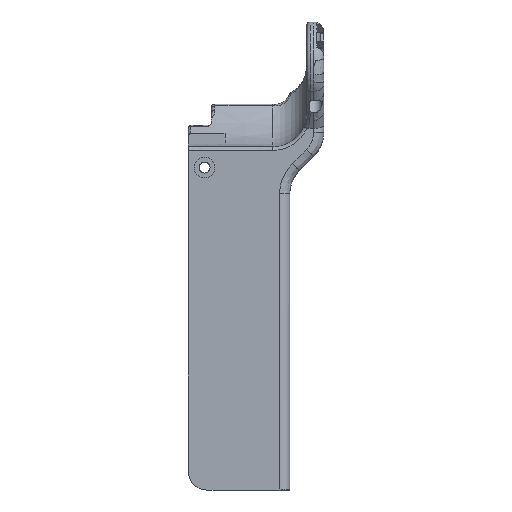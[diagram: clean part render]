
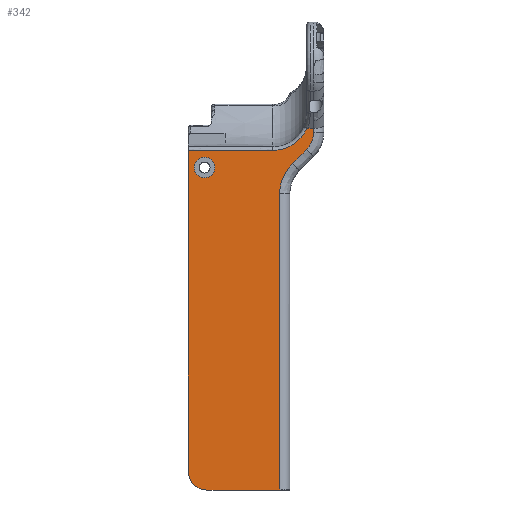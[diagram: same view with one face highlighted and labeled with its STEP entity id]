
A CAD part, left-side view. The second image highlights one B-rep face of the part: STEP entity #342.
In plain terms, the highlighted planar face has unit normal (-1, 0, 0).
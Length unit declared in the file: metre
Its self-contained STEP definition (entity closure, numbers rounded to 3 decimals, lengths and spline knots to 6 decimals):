
#342 = ADVANCED_FACE( '', ( #861, #862 ), #863, .T. );
#861 = FACE_OUTER_BOUND( '', #2001, .T. );
#862 = FACE_BOUND( '', #2002, .T. );
#863 = PLANE( '', #2003 );
#2001 = EDGE_LOOP( '', ( #4351, #4352, #4353, #4354, #4355, #4356, #4357, #4358, #4359, #4360, #4361, #4362, #4363 ) );
#2002 = EDGE_LOOP( '', ( #4364 ) );
#2003 = AXIS2_PLACEMENT_3D( '', #4365, #4366, #4367 );
#4351 = ORIENTED_EDGE( '', *, *, #6253, .F. );
#4352 = ORIENTED_EDGE( '', *, *, #6254, .T. );
#4353 = ORIENTED_EDGE( '', *, *, #6255, .F. );
#4354 = ORIENTED_EDGE( '', *, *, #6186, .F. );
#4355 = ORIENTED_EDGE( '', *, *, #6256, .F. );
#4356 = ORIENTED_EDGE( '', *, *, #6257, .F. );
#4357 = ORIENTED_EDGE( '', *, *, #6167, .F. );
#4358 = ORIENTED_EDGE( '', *, *, #6258, .T. );
#4359 = ORIENTED_EDGE( '', *, *, #6259, .F. );
#4360 = ORIENTED_EDGE( '', *, *, #6260, .F. );
#4361 = ORIENTED_EDGE( '', *, *, #6261, .F. );
#4362 = ORIENTED_EDGE( '', *, *, #6262, .F. );
#4363 = ORIENTED_EDGE( '', *, *, #6263, .T. );
#4364 = ORIENTED_EDGE( '', *, *, #6264, .T. );
#4365 = CARTESIAN_POINT( '', ( -0.05, 0.0568, 0.812769 ) );
#4366 = DIRECTION( '', ( -1., 0., 0. ) );
#4367 = DIRECTION( '', ( 0., 0., 1. ) );
#6167 = EDGE_CURVE( '', #7123, #7124, #7125, .T. );
#6186 = EDGE_CURVE( '', #7156, #7158, #7159, .T. );
#6253 = EDGE_CURVE( '', #7272, #7273, #7274, .T. );
#6254 = EDGE_CURVE( '', #7272, #7275, #7276, .T. );
#6255 = EDGE_CURVE( '', #7158, #7275, #7277, .T. );
#6256 = EDGE_CURVE( '', #7278, #7156, #7279, .T. );
#6257 = EDGE_CURVE( '', #7124, #7278, #7280, .T. );
#6258 = EDGE_CURVE( '', #7123, #7281, #7282, .T. );
#6259 = EDGE_CURVE( '', #7283, #7281, #7284, .T. );
#6260 = EDGE_CURVE( '', #7285, #7283, #7286, .T. );
#6261 = EDGE_CURVE( '', #7287, #7285, #7288, .T. );
#6262 = EDGE_CURVE( '', #7289, #7287, #7290, .T. );
#6263 = EDGE_CURVE( '', #7289, #7273, #7291, .T. );
#6264 = EDGE_CURVE( '', #7292, #7292, #7293, .T. );
#7123 = VERTEX_POINT( '', #8760 );
#7124 = VERTEX_POINT( '', #8761 );
#7125 = LINE( '', #8762, #8763 );
#7156 = VERTEX_POINT( '', #8834 );
#7158 = VERTEX_POINT( '', #8840 );
#7159 = B_SPLINE_CURVE_WITH_KNOTS( '', 3, ( #8841, #8842, #8843, #8844, #8845 ), .UNSPECIFIED., .F., .F., ( 4, 1, 4 ), ( -3.36641, -2.946424, -2.386442 ), .UNSPECIFIED. );
#7272 = VERTEX_POINT( '', #9078 );
#7273 = VERTEX_POINT( '', #9079 );
#7274 = CIRCLE( '', #9080, 0.0055 );
#7275 = VERTEX_POINT( '', #9081 );
#7276 = LINE( '', #9082, #9083 );
#7277 = LINE( '', #9084, #9085 );
#7278 = VERTEX_POINT( '', #9086 );
#7279 = CIRCLE( '', #9087, 16.561714 );
#7280 = B_SPLINE_CURVE_WITH_KNOTS( '', 3, ( #9088, #9089, #9090, #9091, #9092 ), .UNSPECIFIED., .F., .F., ( 4, 1, 4 ), ( -0.550102, -0.235758, 0. ), .UNSPECIFIED. );
#7281 = VERTEX_POINT( '', #9093 );
#7282 = LINE( '', #9094, #9095 );
#7283 = VERTEX_POINT( '', #9096 );
#7284 = B_SPLINE_CURVE_WITH_KNOTS( '', 3, ( #9097, #9098, #9099, #9100, #9101, #9102 ), .UNSPECIFIED., .F., .F., ( 4, 2, 4 ), ( 0.000115, 0.012105, 0.024314 ), .UNSPECIFIED. );
#7285 = VERTEX_POINT( '', #9103 );
#7286 = ELLIPSE( '', #9104, 0.009601, 0.008284 );
#7287 = VERTEX_POINT( '', #9105 );
#7288 = B_SPLINE_CURVE_WITH_KNOTS( '', 3, ( #9106, #9107, #9108, #9109, #9110, #9111, #9112, #9113, #9114, #9115, #9116, #9117, #9118, #9119, #9120, #9121, #9122, #9123, #9124, #9125, #9126, #9127, #9128, #9129 ), .UNSPECIFIED., .F., .F., ( 4, 2, 2, 2, 2, 2, 2, 2, 2, 2, 2, 4 ), ( -6.911736, -6.742691, -6.573184, -6.483406, -6.360258, -6.237308, -6.170751, -6.055073, -5.925945, -5.789221, -5.660271, -5.652496 ), .UNSPECIFIED. );
#7289 = VERTEX_POINT( '', #9130 );
#7290 = LINE( '', #9131, #9132 );
#7291 = LINE( '', #9133, #9134 );
#7292 = VERTEX_POINT( '', #9135 );
#7293 = CIRCLE( '', #9136, 0.003 );
#8760 = CARTESIAN_POINT( '', ( -0.05, 0.02, 0.805684 ) );
#8761 = CARTESIAN_POINT( '', ( -0.05, 0.02, 0.80447 ) );
#8762 = CARTESIAN_POINT( '', ( -0.05, 0.02, 0.809888 ) );
#8763 = VECTOR( '', #11465, 1. );
#8834 = CARTESIAN_POINT( '', ( -0.05, 0.026214, 0.795317 ) );
#8840 = CARTESIAN_POINT( '', ( -0.05, 0.03, 0.786527 ) );
#8841 = CARTESIAN_POINT( '', ( -0.05, 0.026214, 0.795317 ) );
#8842 = CARTESIAN_POINT( '', ( -0.05, 0.027201, 0.794325 ) );
#8843 = CARTESIAN_POINT( '', ( -0.05, 0.029129, 0.791634 ) );
#8844 = CARTESIAN_POINT( '', ( -0.05, 0.029943, 0.788393 ) );
#8845 = CARTESIAN_POINT( '', ( -0.05, 0.03, 0.786527 ) );
#9078 = CARTESIAN_POINT( '', ( -0.05, 0.0513, 0.699519 ) );
#9079 = CARTESIAN_POINT( '', ( -0.05, 0.0568, 0.705019 ) );
#9080 = AXIS2_PLACEMENT_3D( '', #11548, #11549, #11550 );
#9081 = CARTESIAN_POINT( '', ( -0.05, 0.03, 0.699519 ) );
#9082 = CARTESIAN_POINT( '', ( -0.05, 0.0568, 0.699519 ) );
#9083 = VECTOR( '', #11551, 1. );
#9084 = CARTESIAN_POINT( '', ( -0.05, 0.03, 0.797758 ) );
#9085 = VECTOR( '', #11552, 1. );
#9086 = CARTESIAN_POINT( '', ( -0.05, 0.022042, 0.799512 ) );
#9087 = AXIS2_PLACEMENT_3D( '', #11553, #11554, #11555 );
#9088 = CARTESIAN_POINT( '', ( -0.05, 0.02, 0.80447 ) );
#9089 = CARTESIAN_POINT( '', ( -0.05, 0.02, 0.803422 ) );
#9090 = CARTESIAN_POINT( '', ( -0.05, 0.020416, 0.801589 ) );
#9091 = CARTESIAN_POINT( '', ( -0.05, 0.021488, 0.800069 ) );
#9092 = CARTESIAN_POINT( '', ( -0.05, 0.022042, 0.799512 ) );
#9093 = CARTESIAN_POINT( '', ( -0.05, 0.021728, 0.805684 ) );
#9094 = CARTESIAN_POINT( '', ( -0.05, 0.017, 0.805684 ) );
#9095 = VECTOR( '', #11556, 1. );
#9096 = CARTESIAN_POINT( '', ( -0.05, 0.021963, 0.805732 ) );
#9097 = CARTESIAN_POINT( '', ( -0.05, 0.021963, 0.805732 ) );
#9098 = CARTESIAN_POINT( '', ( -0.05, 0.021926, 0.805716 ) );
#9099 = CARTESIAN_POINT( '', ( -0.05, 0.021888, 0.805704 ) );
#9100 = CARTESIAN_POINT( '', ( -0.05, 0.021809, 0.805688 ) );
#9101 = CARTESIAN_POINT( '', ( -0.05, 0.021769, 0.805684 ) );
#9102 = CARTESIAN_POINT( '', ( -0.05, 0.021728, 0.805684 ) );
#9103 = CARTESIAN_POINT( '', ( -0.05, 0.021984, 0.805685 ) );
#9104 = AXIS2_PLACEMENT_3D( '', #11557, #11558, #11559 );
#9105 = CARTESIAN_POINT( '', ( -0.05, 0.032003, 0.799232 ) );
#9106 = CARTESIAN_POINT( '', ( -0.05, 0.032003, 0.799232 ) );
#9107 = CARTESIAN_POINT( '', ( -0.05, 0.031439, 0.799232 ) );
#9108 = CARTESIAN_POINT( '', ( -0.05, 0.030876, 0.799277 ) );
#9109 = CARTESIAN_POINT( '', ( -0.05, 0.029762, 0.799453 ) );
#9110 = CARTESIAN_POINT( '', ( -0.05, 0.029211, 0.799583 ) );
#9111 = CARTESIAN_POINT( '', ( -0.05, 0.028387, 0.799846 ) );
#9112 = CARTESIAN_POINT( '', ( -0.05, 0.028106, 0.799948 ) );
#9113 = CARTESIAN_POINT( '', ( -0.05, 0.027449, 0.800217 ) );
#9114 = CARTESIAN_POINT( '', ( -0.05, 0.027078, 0.800393 ) );
#9115 = CARTESIAN_POINT( '', ( -0.05, 0.026358, 0.800785 ) );
#9116 = CARTESIAN_POINT( '', ( -0.05, 0.026009, 0.801001 ) );
#9117 = CARTESIAN_POINT( '', ( -0.05, 0.025491, 0.801363 ) );
#9118 = CARTESIAN_POINT( '', ( -0.05, 0.025314, 0.801496 ) );
#9119 = CARTESIAN_POINT( '', ( -0.05, 0.024839, 0.801874 ) );
#9120 = CARTESIAN_POINT( '', ( -0.05, 0.02455, 0.802131 ) );
#9121 = CARTESIAN_POINT( '', ( -0.05, 0.023969, 0.802704 ) );
#9122 = CARTESIAN_POINT( '', ( -0.05, 0.023681, 0.803025 ) );
#9123 = CARTESIAN_POINT( '', ( -0.05, 0.023128, 0.803717 ) );
#9124 = CARTESIAN_POINT( '', ( -0.05, 0.022865, 0.80409 ) );
#9125 = CARTESIAN_POINT( '', ( -0.05, 0.022401, 0.804845 ) );
#9126 = CARTESIAN_POINT( '', ( -0.05, 0.022197, 0.805224 ) );
#9127 = CARTESIAN_POINT( '', ( -0.05, 0.022006, 0.805637 ) );
#9128 = CARTESIAN_POINT( '', ( -0.05, 0.021995, 0.805661 ) );
#9129 = CARTESIAN_POINT( '', ( -0.05, 0.021984, 0.805685 ) );
#9130 = CARTESIAN_POINT( '', ( -0.05, 0.0568, 0.799238 ) );
#9131 = CARTESIAN_POINT( '', ( -0.05, 0.0568, 0.799238 ) );
#9132 = VECTOR( '', #11560, 1. );
#9133 = CARTESIAN_POINT( '', ( -0.05, 0.0568, 0.775959 ) );
#9134 = VECTOR( '', #11561, 1. );
#9135 = CARTESIAN_POINT( '', ( -0.05, 0.055, 0.79418 ) );
#9136 = AXIS2_PLACEMENT_3D( '', #11562, #11563, #11564 );
#11465 = DIRECTION( '', ( 0., 0., -1. ) );
#11548 = CARTESIAN_POINT( '', ( -0.05, 0.0513, 0.705019 ) );
#11549 = DIRECTION( '', ( 1., 0., 0. ) );
#11550 = DIRECTION( '', ( 0., 0.707, -0.707 ) );
#11551 = DIRECTION( '', ( 0., -1., 0. ) );
#11552 = DIRECTION( '', ( 0., 0., -1. ) );
#11553 = CARTESIAN_POINT( '', ( -0.05, 11.767659, 12.475592 ) );
#11554 = DIRECTION( '', ( 1., 0., 0. ) );
#11555 = DIRECTION( '', ( 0., -0.709, -0.705 ) );
#11556 = DIRECTION( '', ( 0., 1., 0. ) );
#11557 = CARTESIAN_POINT( '', ( -0.05, 0.029827, 0.808606 ) );
#11558 = DIRECTION( '', ( -1., 0., 0. ) );
#11559 = DIRECTION( '', ( 0., 0.598, -0.801 ) );
#11560 = DIRECTION( '', ( 0., -1., 0. ) );
#11561 = DIRECTION( '', ( 0., 0., -1. ) );
#11562 = CARTESIAN_POINT( '', ( -0.05, 0.052, 0.79418 ) );
#11563 = DIRECTION( '', ( 1., 0., 0. ) );
#11564 = DIRECTION( '', ( 0., 1., 0. ) );
